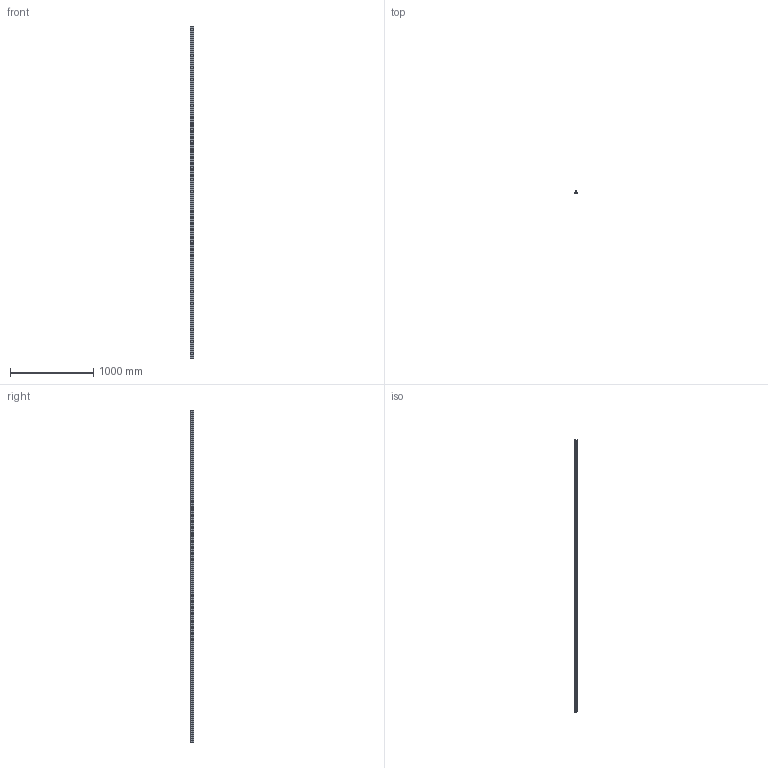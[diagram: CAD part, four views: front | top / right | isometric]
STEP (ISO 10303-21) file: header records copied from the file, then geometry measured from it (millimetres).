
FILE_DESCRIPTION (( 'STEP AP214' ), '1' );
FILE_NAME ('Ñáîðêà3.STEP', '2024-06-13T10:12:15', ( '' ), ( '' ), 'SwSTEP 2.0', 'SolidWorks 2022', '' );
FILE_SCHEMA (( 'AUTOMOTIVE_DESIGN' ));
Length unit declared in the file: millimetre
Products named in the file (2): Z50 Цилиндрический рельс SBR20_00; Сборка3
Assembly tree (1 placements, depth 2):
  Сборка3
    Z50 Цилиндрический рельс SBR20_00
Bounding box: 45 x 37 x 4000 mm (x, y, z)
Volume: 2744330.7 mm3; surface area: 684255.7 mm2
Topology: 1 solids, 1 shells, 128 faces, 378 edges, 252 vertices
Faces by surface type: cylinder 111, plane 17
Entity records: 4686 total; most frequent: DIRECTION 864, CARTESIAN_POINT 762, ORIENTED_EDGE 756, EDGE_CURVE 378, AXIS2_PLACEMENT_3D 354, VERTEX_POINT 252, EDGE_LOOP 236, CIRCLE 222
